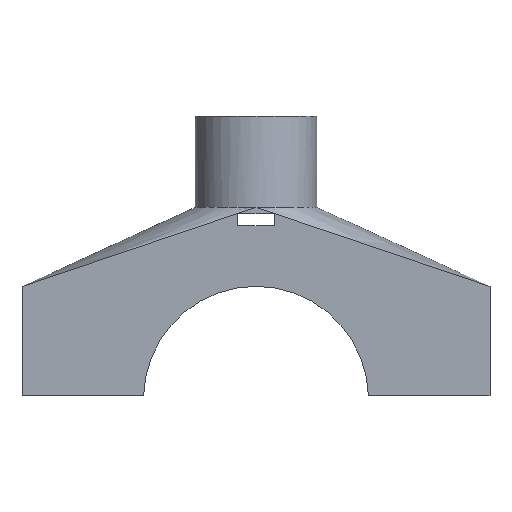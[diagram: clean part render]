
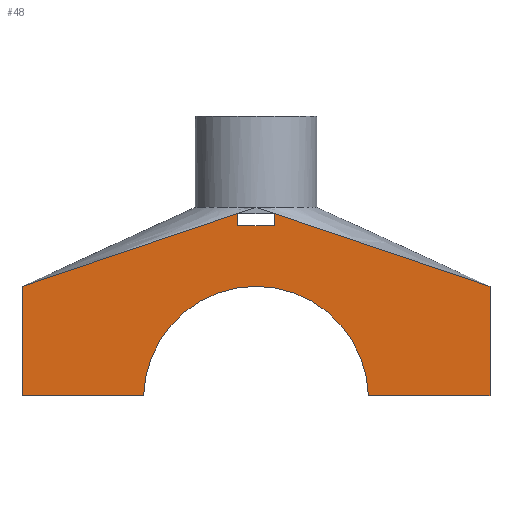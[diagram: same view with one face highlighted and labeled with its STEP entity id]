
A CAD part, front view. The second image highlights one B-rep face of the part: STEP entity #48.
In plain terms, the highlighted planar face has unit normal (0, -1, 0).
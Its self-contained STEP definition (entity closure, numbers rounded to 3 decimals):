
#48=ADVANCED_FACE('',(#83),#527,.T.);
#83=FACE_OUTER_BOUND('',#122,.T.);
#122=EDGE_LOOP('',(#252,#253,#254,#255,#256,#257,#258,#259,#260,#261));
#252=ORIENTED_EDGE('',*,*,#340,.T.);
#253=ORIENTED_EDGE('',*,*,#342,.T.);
#254=ORIENTED_EDGE('',*,*,#345,.T.);
#255=ORIENTED_EDGE('',*,*,#357,.F.);
#256=ORIENTED_EDGE('',*,*,#353,.F.);
#257=ORIENTED_EDGE('',*,*,#360,.T.);
#258=ORIENTED_EDGE('',*,*,#352,.T.);
#259=ORIENTED_EDGE('',*,*,#329,.T.);
#260=ORIENTED_EDGE('',*,*,#337,.T.);
#261=ORIENTED_EDGE('',*,*,#336,.T.);
#329=EDGE_CURVE('',#479,#493,#391,.T.);
#336=EDGE_CURVE('',#496,#497,#377,.T.);
#337=EDGE_CURVE('',#493,#496,#397,.T.);
#340=EDGE_CURVE('',#497,#499,#399,.T.);
#342=EDGE_CURVE('',#499,#481,#401,.T.);
#345=EDGE_CURVE('',#481,#489,#404,.T.);
#352=EDGE_CURVE('',#491,#479,#411,.T.);
#353=EDGE_CURVE('',#485,#486,#412,.T.);
#357=EDGE_CURVE('',#486,#489,#416,.T.);
#360=EDGE_CURVE('',#485,#491,#419,.T.);
#377=TRIMMED_CURVE($,#447,(#1039),(#1040),.T.,.CARTESIAN.);
#391=B_SPLINE_CURVE_WITH_KNOTS('',1,(#1024,#1025),.UNSPECIFIED.,.F.,.F.,
(2,2),(-18.5,-0.5),.UNSPECIFIED.);
#397=B_SPLINE_CURVE_WITH_KNOTS('',1,(#1041,#1042),.UNSPECIFIED.,.F.,.F.,
(2,2),(0.,19.85),.UNSPECIFIED.);
#399=B_SPLINE_CURVE_WITH_KNOTS('',1,(#1048,#1049),.UNSPECIFIED.,.F.,.F.,
(2,2),(78.316,98.119),.UNSPECIFIED.);
#401=B_SPLINE_CURVE_WITH_KNOTS('',1,(#1052,#1053),.UNSPECIFIED.,.F.,.F.,
(2,2),(98.619,116.619),.UNSPECIFIED.);
#404=B_SPLINE_CURVE_WITH_KNOTS('',1,(#1058,#1059),.UNSPECIFIED.,.F.,.F.,
(2,2),(-40.636,-3.166),.UNSPECIFIED.);
#411=B_SPLINE_CURVE_WITH_KNOTS('',1,(#1072,#1073),.UNSPECIFIED.,.F.,.F.,
(2,2),(3.166,40.636),.UNSPECIFIED.);
#412=B_SPLINE_CURVE_WITH_KNOTS('',1,(#1074,#1075),.UNSPECIFIED.,.F.,.F.,
(2,2),(-3.,3.),.UNSPECIFIED.);
#416=B_SPLINE_CURVE_WITH_KNOTS('',1,(#1082,#1083),.UNSPECIFIED.,.F.,.F.,
(2,2),(10.,12.),.UNSPECIFIED.);
#419=B_SPLINE_CURVE_WITH_KNOTS('',1,(#1088,#1089),.UNSPECIFIED.,.F.,.F.,
(2,2),(10.,12.),.UNSPECIFIED.);
#447=CIRCLE('',#676,18.5);
#479=VERTEX_POINT('',#932);
#481=VERTEX_POINT('',#934);
#485=VERTEX_POINT('',#938);
#486=VERTEX_POINT('',#939);
#489=VERTEX_POINT('',#942);
#491=VERTEX_POINT('',#944);
#493=VERTEX_POINT('',#946);
#496=VERTEX_POINT('',#949);
#497=VERTEX_POINT('',#950);
#499=VERTEX_POINT('',#952);
#527=PLANE('',#655);
#655=AXIS2_PLACEMENT_3D('',#902,#704,$);
#676=AXIS2_PLACEMENT_3D($,#1038,#736,#737);
#704=DIRECTION('',(0.,-1.,0.));
#736=DIRECTION('',(0.,1.,0.));
#737=DIRECTION('',(-1.,0.,0.027));
#902=CARTESIAN_POINT('',(-39.27,0.,-0.315));
#932=CARTESIAN_POINT('',(-38.5,0.,18.5));
#934=CARTESIAN_POINT('',(38.5,0.,18.5));
#938=CARTESIAN_POINT('',(-3.,0.,28.487));
#939=CARTESIAN_POINT('',(3.,0.,28.487));
#942=CARTESIAN_POINT('',(3.,0.,30.487));
#944=CARTESIAN_POINT('',(-3.,0.,30.487));
#946=CARTESIAN_POINT('',(-38.5,0.,0.5));
#949=CARTESIAN_POINT('',(-18.493,0.,0.5));
#950=CARTESIAN_POINT('',(18.493,0.,0.5));
#952=CARTESIAN_POINT('',(38.5,0.,0.5));
#1024=CARTESIAN_POINT('',(-38.5,0.,18.5));
#1025=CARTESIAN_POINT('',(-38.5,0.,0.5));
#1038=CARTESIAN_POINT('',(0.,0.,0.));
#1039=CARTESIAN_POINT('',(-18.493,0.,0.5));
#1040=CARTESIAN_POINT('',(18.493,0.,0.5));
#1041=CARTESIAN_POINT('',(-38.5,0.,0.5));
#1042=CARTESIAN_POINT('',(-18.493,0.,0.5));
#1048=CARTESIAN_POINT('',(18.493,0.,0.5));
#1049=CARTESIAN_POINT('',(38.5,0.,0.5));
#1052=CARTESIAN_POINT('',(38.5,0.,0.5));
#1053=CARTESIAN_POINT('',(38.5,0.,18.5));
#1058=CARTESIAN_POINT('',(38.5,0.,18.5));
#1059=CARTESIAN_POINT('',(3.,0.,30.487));
#1072=CARTESIAN_POINT('',(-3.,0.,30.487));
#1073=CARTESIAN_POINT('',(-38.5,0.,18.5));
#1074=CARTESIAN_POINT('',(-3.,0.,28.487));
#1075=CARTESIAN_POINT('',(3.,0.,28.487));
#1082=CARTESIAN_POINT('',(3.,0.,28.487));
#1083=CARTESIAN_POINT('',(3.,0.,30.487));
#1088=CARTESIAN_POINT('',(-3.,0.,28.487));
#1089=CARTESIAN_POINT('',(-3.,0.,30.487));
